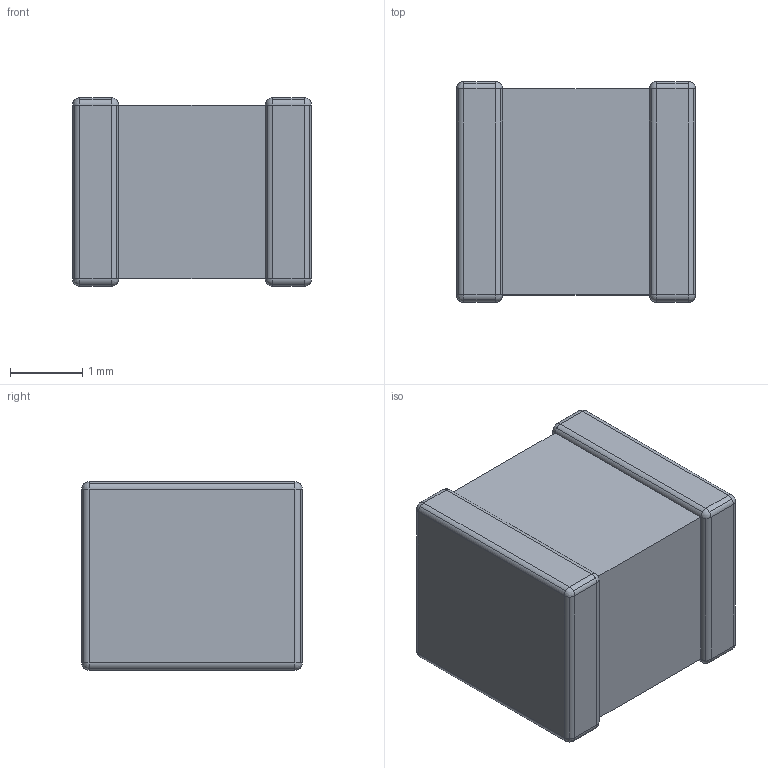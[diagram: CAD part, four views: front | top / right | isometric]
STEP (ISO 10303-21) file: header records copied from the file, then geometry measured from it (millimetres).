
FILE_DESCRIPTION((''),'2;1');
FILE_NAME('CAPC2928X260N.stp','2009-07-01T09:42:27',(''),(''),'Mechanical Desktop 2006','Mechanical Desktop 2006',', , ');
FILE_SCHEMA(('AUTOMOTIVE_DESIGN { 1 2 10303 214 0 1 1 1 }'));
Length unit declared in the file: millimetre
Products named in the file (1): Product
Bounding box: 3.3 x 3.04 x 2.6 mm (x, y, z)
Volume: 23.8 mm3; surface area: 78.7 mm2
Topology: 3 solids, 3 shells, 82 faces, 196 edges, 104 vertices
Faces by surface type: bspline 38, cylinder 24, plane 12, sphere 8
Entity records: 2774 total; most frequent: CARTESIAN_POINT 1001, DIRECTION 366, ORIENTED_EDGE 360, EDGE_CURVE 180, AXIS2_PLACEMENT_3D 141, VERTEX_POINT 104, CIRCLE 96, VECTOR 84
